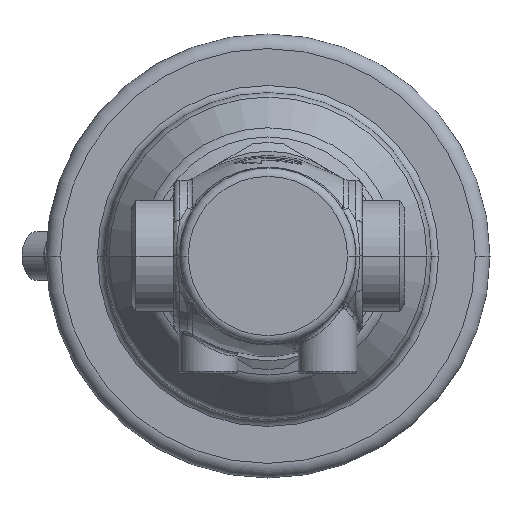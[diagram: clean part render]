
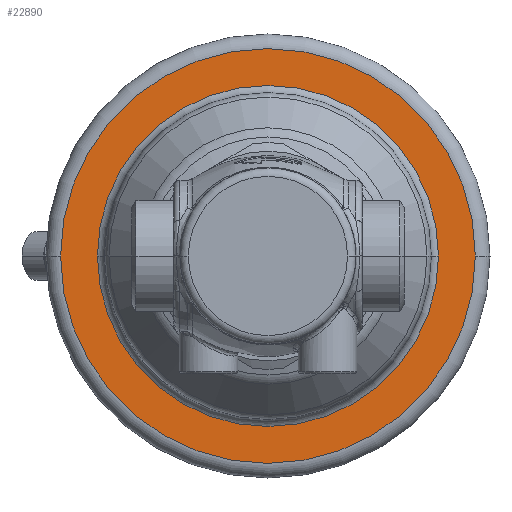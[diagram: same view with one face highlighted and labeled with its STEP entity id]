
A CAD part, front view. The second image highlights one B-rep face of the part: STEP entity #22890.
In plain terms, the highlighted planar face has unit normal (0, -1, 0).
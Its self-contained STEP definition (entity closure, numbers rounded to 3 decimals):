
#3507=CARTESIAN_POINT('',(0.,66.082,0.));
#3508=DIRECTION('',(0.,1.,0.));
#3509=DIRECTION('',(1.,0.,0.));
#3510=AXIS2_PLACEMENT_3D('',#3507,#3508,#3509);
#3512=CARTESIAN_POINT('',(0.,66.082,0.));
#3513=DIRECTION('',(0.,-1.,0.));
#3514=DIRECTION('',(1.,0.,0.));
#3515=AXIS2_PLACEMENT_3D('',#3512,#3513,#3514);
#3532=CARTESIAN_POINT('',(0.,66.082,0.));
#3533=DIRECTION('',(0.,-1.,0.));
#3534=DIRECTION('',(1.,0.,0.));
#3535=AXIS2_PLACEMENT_3D('',#3532,#3533,#3534);
#3542=CARTESIAN_POINT('',(0.,66.082,0.));
#3543=DIRECTION('',(0.,1.,0.));
#3544=DIRECTION('',(1.,0.,0.));
#3545=AXIS2_PLACEMENT_3D('',#3542,#3543,#3544);
#17735=CARTESIAN_POINT('',(40.7,66.082,0.));
#17737=VERTEX_POINT('',#17735);
#17739=CARTESIAN_POINT('',(-40.7,66.082,0.));
#17741=VERTEX_POINT('',#17739);
#17746=CARTESIAN_POINT('',(49.5,66.082,0.));
#17747=CARTESIAN_POINT('',(-49.5,66.082,0.));
#17748=VERTEX_POINT('',#17746);
#17749=VERTEX_POINT('',#17747);
#22875=CARTESIAN_POINT('',(0.,66.082,0.));
#22876=DIRECTION('',(0.,-1.,0.));
#22877=DIRECTION('',(-1.,0.,0.));
#22878=AXIS2_PLACEMENT_3D('',#22875,#22876,#22877);
#22879=PLANE('',#22878);
#22881=ORIENTED_EDGE('',*,*,#22880,.F.);
#22883=ORIENTED_EDGE('',*,*,#22882,.T.);
#22884=EDGE_LOOP('',(#22881,#22883));
#22885=FACE_OUTER_BOUND('',#22884,.F.);
#22886=ORIENTED_EDGE('',*,*,#22868,.F.);
#22887=ORIENTED_EDGE('',*,*,#22857,.T.);
#22888=EDGE_LOOP('',(#22886,#22887));
#22889=FACE_BOUND('',#22888,.F.);
#22890=ADVANCED_FACE('',(#22885,#22889),#22879,.T.);
#3511=CIRCLE('',#3510,40.7);
#3516=CIRCLE('',#3515,40.7);
#3536=CIRCLE('',#3535,49.5);
#3546=CIRCLE('',#3545,49.5);
#22857=EDGE_CURVE('',#17737,#17741,#3516,.T.);
#22868=EDGE_CURVE('',#17737,#17741,#3511,.T.);
#22880=EDGE_CURVE('',#17748,#17749,#3536,.T.);
#22882=EDGE_CURVE('',#17748,#17749,#3546,.T.);
